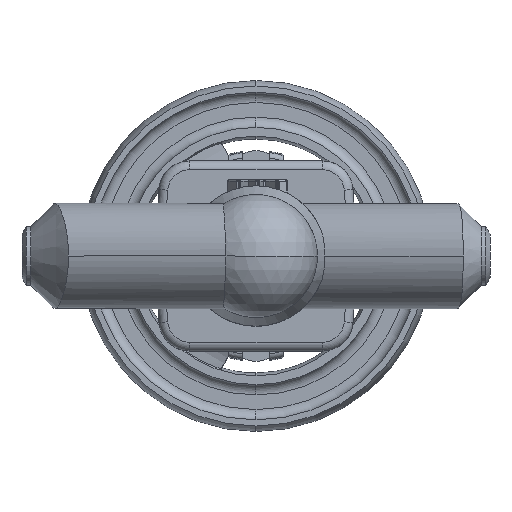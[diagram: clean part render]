
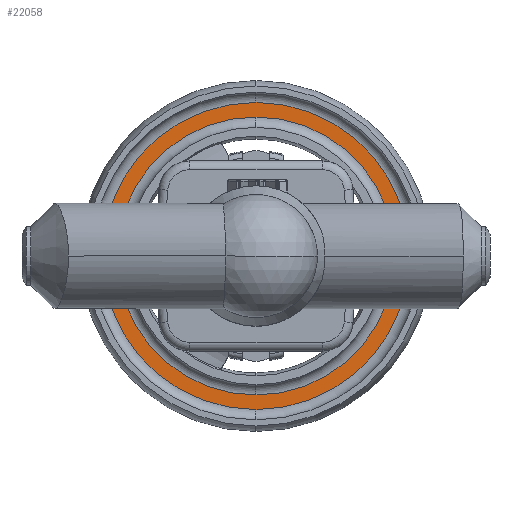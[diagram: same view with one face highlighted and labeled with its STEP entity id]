
A CAD part, front view. The second image highlights one B-rep face of the part: STEP entity #22058.
In plain terms, the highlighted planar face has unit normal (0, -1, 0).
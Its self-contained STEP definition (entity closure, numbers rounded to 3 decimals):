
#1164 = ORIENTED_EDGE ( 'NONE', *, *, #10452, .F. ) ;
#1168 = DIRECTION ( 'NONE',  ( 0., 0., 1. ) ) ;
#1564 = FACE_OUTER_BOUND ( 'NONE', #5490, .T. ) ;
#1570 = CARTESIAN_POINT ( 'NONE',  ( 0., 176.287, -52.5 ) ) ;
#1613 = CARTESIAN_POINT ( 'NONE',  ( 0., 176.287, 0. ) ) ;
#1663 = AXIS2_PLACEMENT_3D ( 'NONE', #4030, #12268, #1677 ) ;
#1677 = DIRECTION ( 'NONE',  ( 0., 0., 1. ) ) ;
#2515 = VERTEX_POINT ( 'NONE', #13753 ) ;
#3410 = DIRECTION ( 'NONE',  ( 0., 0., 1. ) ) ;
#3778 = EDGE_CURVE ( 'NONE', #7979, #2515, #14425, .T. ) ;
#4030 = CARTESIAN_POINT ( 'NONE',  ( -52.5, 176.287, 0. ) ) ;
#5450 = EDGE_CURVE ( 'NONE', #15368, #14035, #14214, .T. ) ;
#5490 = EDGE_LOOP ( 'NONE', ( #1164, #16551 ) ) ;
#7073 = AXIS2_PLACEMENT_3D ( 'NONE', #8534, #20848, #10319 ) ;
#7979 = VERTEX_POINT ( 'NONE', #14471 ) ;
#8445 = CARTESIAN_POINT ( 'NONE',  ( 0., 176.287, 0. ) ) ;
#8534 = CARTESIAN_POINT ( 'NONE',  ( 0., 176.287, 0. ) ) ;
#8940 = AXIS2_PLACEMENT_3D ( 'NONE', #8445, #20764, #10223 ) ;
#10068 = ORIENTED_EDGE ( 'NONE', *, *, #3778, .T. ) ;
#10223 = DIRECTION ( 'NONE',  ( 0., 0., 1. ) ) ;
#10319 = DIRECTION ( 'NONE',  ( 0., 0., 1. ) ) ;
#10452 = EDGE_CURVE ( 'NONE', #14035, #15368, #15802, .T. ) ;
#11011 = CIRCLE ( 'NONE', #20996, 47.5 ) ;
#11738 = DIRECTION ( 'NONE',  ( 0., 1., 0. ) ) ;
#12268 = DIRECTION ( 'NONE',  ( 0., 1., 0. ) ) ;
#12611 = FACE_BOUND ( 'NONE', #18966, .T. ) ;
#12959 = PLANE ( 'NONE',  #1663 ) ;
#13604 = AXIS2_PLACEMENT_3D ( 'NONE', #22281, #11738, #1168 ) ;
#13753 = CARTESIAN_POINT ( 'NONE',  ( 0., 176.287, -47.5 ) ) ;
#13973 = DIRECTION ( 'NONE',  ( 0., 1., 0. ) ) ;
#14035 = VERTEX_POINT ( 'NONE', #22819 ) ;
#14214 = CIRCLE ( 'NONE', #7073, 52.5 ) ;
#14425 = CIRCLE ( 'NONE', #13604, 47.5 ) ;
#14471 = CARTESIAN_POINT ( 'NONE',  ( 0., 176.287, 47.5 ) ) ;
#15368 = VERTEX_POINT ( 'NONE', #1570 ) ;
#15802 = CIRCLE ( 'NONE', #8940, 52.5 ) ;
#16551 = ORIENTED_EDGE ( 'NONE', *, *, #5450, .F. ) ;
#18966 = EDGE_LOOP ( 'NONE', ( #10068, #21062 ) ) ;
#19147 = EDGE_CURVE ( 'NONE', #2515, #7979, #11011, .T. ) ;
#20764 = DIRECTION ( 'NONE',  ( 0., 1., 0. ) ) ;
#20848 = DIRECTION ( 'NONE',  ( 0., 1., 0. ) ) ;
#20996 = AXIS2_PLACEMENT_3D ( 'NONE', #1613, #13973, #3410 ) ;
#21062 = ORIENTED_EDGE ( 'NONE', *, *, #19147, .T. ) ;
#22058 = ADVANCED_FACE ( 'NONE', ( #1564, #12611 ), #12959, .F. ) ;
#22281 = CARTESIAN_POINT ( 'NONE',  ( 0., 176.287, 0. ) ) ;
#22819 = CARTESIAN_POINT ( 'NONE',  ( 0., 176.287, 52.5 ) ) ;
